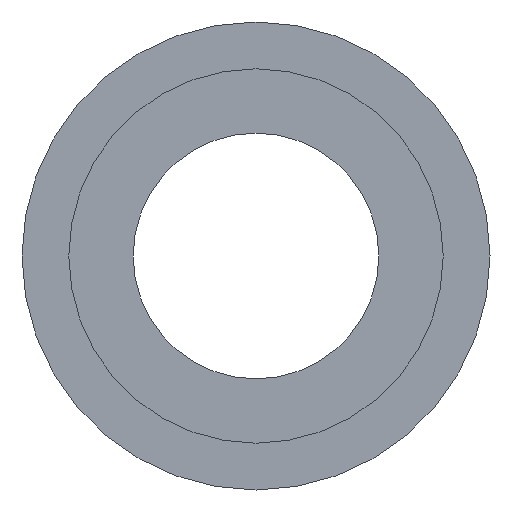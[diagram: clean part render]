
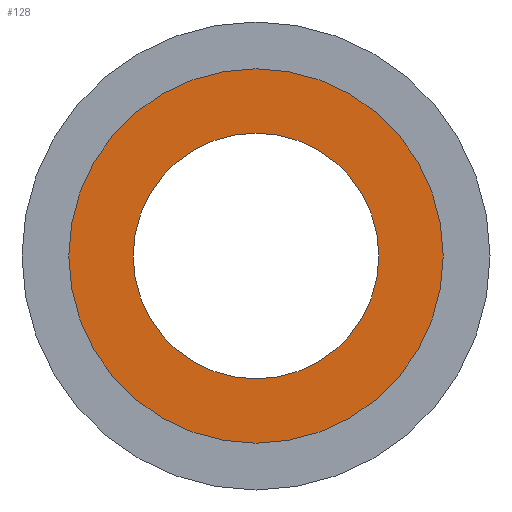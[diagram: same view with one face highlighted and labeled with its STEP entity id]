
A CAD part, front view. The second image highlights one B-rep face of the part: STEP entity #128.
In plain terms, the highlighted planar face has unit normal (0, -1, 0).
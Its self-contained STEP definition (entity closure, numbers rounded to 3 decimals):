
#9 = CIRCLE ( 'NONE', #207, 8. ) ;
#16 = ORIENTED_EDGE ( 'NONE', *, *, #232, .F. ) ;
#23 = DIRECTION ( 'NONE',  ( -1., 0., 0. ) ) ;
#30 = EDGE_CURVE ( 'NONE', #121, #121, #160, .T. ) ;
#35 = FACE_BOUND ( 'NONE', #200, .T. ) ;
#58 = FACE_OUTER_BOUND ( 'NONE', #165, .T. ) ;
#75 = DIRECTION ( 'NONE',  ( 0., 1., 0. ) ) ;
#83 = DIRECTION ( 'NONE',  ( 0., 0., -1. ) ) ;
#99 = CARTESIAN_POINT ( 'NONE',  ( -8., 0., 0. ) ) ;
#116 = VERTEX_POINT ( 'NONE', #99 ) ;
#121 = VERTEX_POINT ( 'NONE', #194 ) ;
#125 = CARTESIAN_POINT ( 'NONE',  ( 0., 0., 0. ) ) ;
#128 = ADVANCED_FACE ( 'NONE', ( #35, #58 ), #130, .F. ) ;
#130 = PLANE ( 'NONE',  #219 ) ;
#136 = CARTESIAN_POINT ( 'NONE',  ( 0., 0., 0. ) ) ;
#144 = DIRECTION ( 'NONE',  ( 0., -1., 0. ) ) ;
#160 = CIRCLE ( 'NONE', #168, 5.25 ) ;
#165 = EDGE_LOOP ( 'NONE', ( #16 ) ) ;
#168 = AXIS2_PLACEMENT_3D ( 'NONE', #125, #144, #83 ) ;
#194 = CARTESIAN_POINT ( 'NONE',  ( 0., 0., -5.25 ) ) ;
#200 = EDGE_LOOP ( 'NONE', ( #218 ) ) ;
#204 = DIRECTION ( 'NONE',  ( -1., 0., 0. ) ) ;
#207 = AXIS2_PLACEMENT_3D ( 'NONE', #136, #75, #23 ) ;
#208 = CARTESIAN_POINT ( 'NONE',  ( 0., 0., 0. ) ) ;
#218 = ORIENTED_EDGE ( 'NONE', *, *, #30, .F. ) ;
#219 = AXIS2_PLACEMENT_3D ( 'NONE', #208, #240, #204 ) ;
#232 = EDGE_CURVE ( 'NONE', #116, #116, #9, .T. ) ;
#240 = DIRECTION ( 'NONE',  ( 0., 1., 0. ) ) ;
